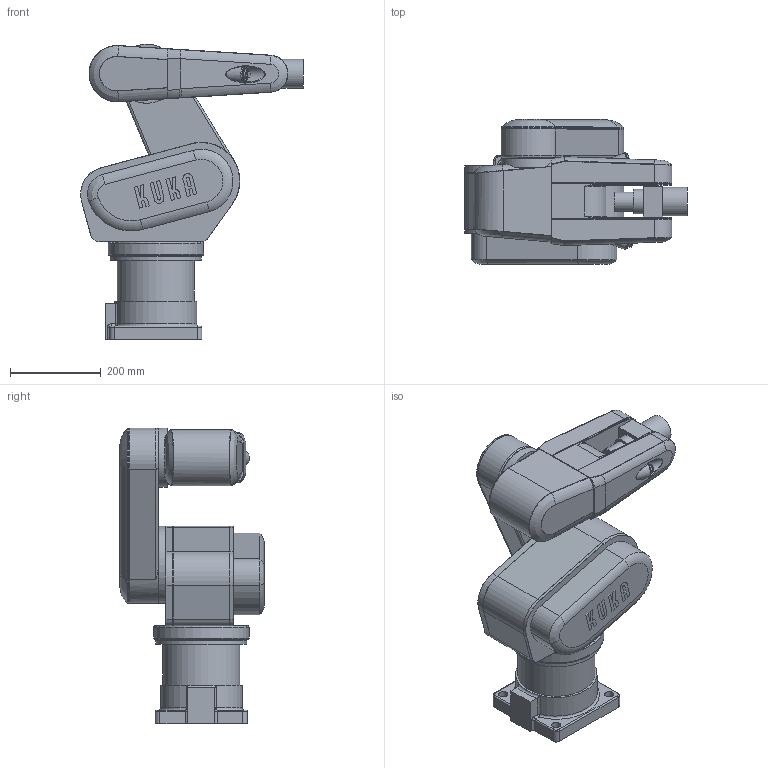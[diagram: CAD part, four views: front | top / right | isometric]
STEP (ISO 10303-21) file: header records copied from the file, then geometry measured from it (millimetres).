
FILE_DESCRIPTION(/* description */ ('STEP AP214'),/* implementation_level */ '2;1');
FILE_NAME(/* name */ 'kr3asm.step',/* time_stamp */ '2025-10-27T19:19:03-04:00',/* author */ ('22538'),/* organization */ (''),/* preprocessor_version */ 'ST-DEVELOPER v20.1',/* originating_system */ 'Autodesk Inventor 2026',/* authorisation */ '');
FILE_SCHEMA (('AUTOMOTIVE_DESIGN { 1 0 10303 214 3 1 1 }'));
Length unit declared in the file: millimetre
Products named in the file (8): kr3; KR 31; KR 32; KR 33; KR 34; KR 35; KR 36; KR 37
Assembly tree (7 placements, depth 2):
  kr3
    KR 31
    KR 32
    KR 33
    KR 34
    KR 35
    KR 36
    KR 37
Bounding box: 490.64 x 320.53 x 651.24 mm (x, y, z)
Volume: 30227987.3 mm3; surface area: 1127700.3 mm2
Topology: 15 solids, 15 shells, 500 faces, 1172 edges, 704 vertices
Faces by surface type: plane 227, cylinder 153, bspline 59, cone 30, torus 25, sphere 6
Full cylindrical faces by diameter (mm): 6 x5, 10 x1, 10.985 x4, 15.5 x1, 18.5 x1, 20 x6, 27 x2, 30 x1, 31.5 x1, 42 x1, 54 x1, 63 x1, 130 x2, 170 x3, 190 x1, 200 x1, 210 x1
Entity records: 30585 total; most frequent: CARTESIAN_POINT 18888, DIRECTION 2303, ORIENTED_EDGE 2302, EDGE_CURVE 1151, AXIS2_PLACEMENT_3D 830, VERTEX_POINT 704, LINE 643, VECTOR 643
